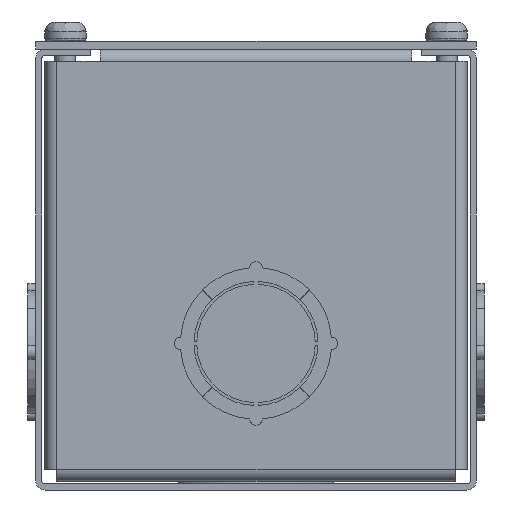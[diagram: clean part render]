
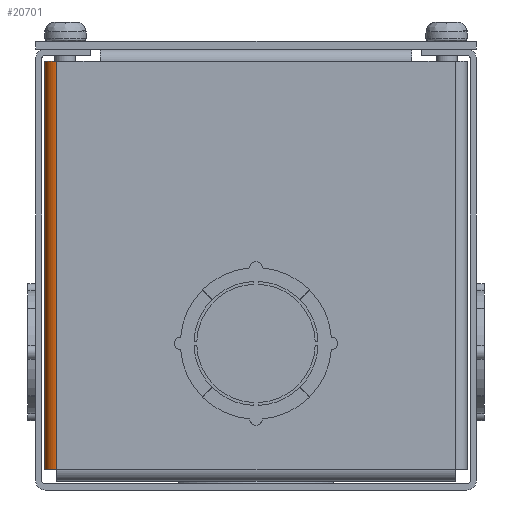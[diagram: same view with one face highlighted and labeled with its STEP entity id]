
A CAD part, front view. The second image highlights one B-rep face of the part: STEP entity #20701.
In plain terms, the highlighted cylindrical face has radius 2.743 mm (diameter 5.486 mm), a partial arc.
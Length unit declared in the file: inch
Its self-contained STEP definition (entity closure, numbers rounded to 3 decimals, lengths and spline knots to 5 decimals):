
#595 = VERTEX_POINT ( 'NONE', #18075 ) ;
#1890 = VECTOR ( 'NONE', #19178, 39.37008 ) ;
#1938 = CIRCLE ( 'NONE', #7443, 0.108 ) ;
#2939 = FACE_OUTER_BOUND ( 'NONE', #15645, .T. ) ;
#3574 = AXIS2_PLACEMENT_3D ( 'NONE', #4634, #12427, #6228 ) ;
#4033 = VERTEX_POINT ( 'NONE', #22551 ) ;
#4634 = CARTESIAN_POINT ( 'NONE',  ( -1.807, -8.892, 3.892 ) ) ;
#4694 = LINE ( 'NONE', #18791, #1890 ) ;
#6228 = DIRECTION ( 'NONE',  ( 0., -1., 0. ) ) ;
#6652 = DIRECTION ( 'NONE',  ( 0., 0., -1. ) ) ;
#6791 = EDGE_CURVE ( 'NONE', #13500, #595, #21261, .T. ) ;
#7429 = VECTOR ( 'NONE', #6652, 39.37008 ) ;
#7443 = AXIS2_PLACEMENT_3D ( 'NONE', #19510, #23187, #13344 ) ;
#7609 = CARTESIAN_POINT ( 'NONE',  ( -1.915, -8.892, 3.892 ) ) ;
#9856 = ORIENTED_EDGE ( 'NONE', *, *, #12422, .T. ) ;
#10670 = EDGE_CURVE ( 'NONE', #13500, #21982, #24660, .T. ) ;
#11543 = CARTESIAN_POINT ( 'NONE',  ( -1.915, -8.892, 0.188 ) ) ;
#12422 = EDGE_CURVE ( 'NONE', #21982, #4033, #1938, .T. ) ;
#12427 = DIRECTION ( 'NONE',  ( 0., 0., 1. ) ) ;
#12987 = CARTESIAN_POINT ( 'NONE',  ( -1.807, -8.892, 0.188 ) ) ;
#13344 = DIRECTION ( 'NONE',  ( 0., -1., 0. ) ) ;
#13500 = VERTEX_POINT ( 'NONE', #7609 ) ;
#15470 = AXIS2_PLACEMENT_3D ( 'NONE', #12987, #17058, #17185 ) ;
#15645 = EDGE_LOOP ( 'NONE', ( #9856, #18398, #19122, #17115 ) ) ;
#17058 = DIRECTION ( 'NONE',  ( 0., 0., 1. ) ) ;
#17115 = ORIENTED_EDGE ( 'NONE', *, *, #10670, .T. ) ;
#17185 = DIRECTION ( 'NONE',  ( 0., -1., 0. ) ) ;
#18075 = CARTESIAN_POINT ( 'NONE',  ( -1.807, -9., 3.892 ) ) ;
#18398 = ORIENTED_EDGE ( 'NONE', *, *, #19802, .F. ) ;
#18791 = CARTESIAN_POINT ( 'NONE',  ( -1.807, -9., 0.188 ) ) ;
#19122 = ORIENTED_EDGE ( 'NONE', *, *, #6791, .F. ) ;
#19178 = DIRECTION ( 'NONE',  ( 0., 0., -1. ) ) ;
#19510 = CARTESIAN_POINT ( 'NONE',  ( -1.807, -8.892, 0.188 ) ) ;
#19802 = EDGE_CURVE ( 'NONE', #595, #4033, #4694, .T. ) ;
#20469 = CARTESIAN_POINT ( 'NONE',  ( -1.915, -8.892, 0.188 ) ) ;
#20701 = ADVANCED_FACE ( 'NONE', ( #2939 ), #25430, .T. ) ;
#21261 = CIRCLE ( 'NONE', #3574, 0.108 ) ;
#21982 = VERTEX_POINT ( 'NONE', #11543 ) ;
#22551 = CARTESIAN_POINT ( 'NONE',  ( -1.807, -9., 0.188 ) ) ;
#23187 = DIRECTION ( 'NONE',  ( 0., 0., 1. ) ) ;
#24660 = LINE ( 'NONE', #20469, #7429 ) ;
#25430 = CYLINDRICAL_SURFACE ( 'NONE', #15470, 0.108 ) ;
